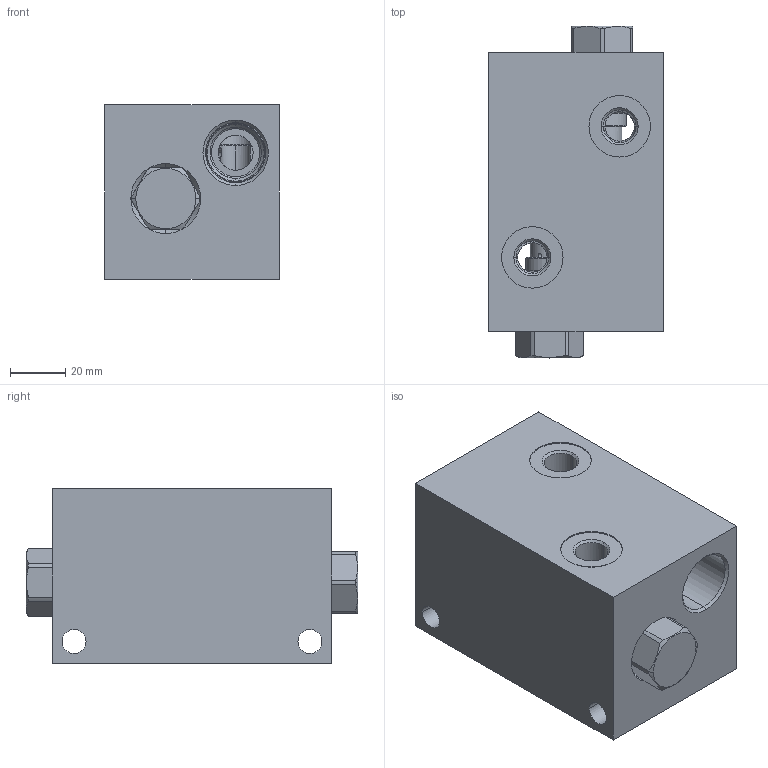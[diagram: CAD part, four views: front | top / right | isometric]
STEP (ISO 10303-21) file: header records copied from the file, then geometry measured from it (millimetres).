
FILE_DESCRIPTION((''),'2;1');
FILE_NAME('E8T_ASM','2024-01-10T',('ProEService'),(''),'PRO/ENGINEER BY PARAMETRIC TECHNOLOGY CORPORATION, 2014200','PRO/ENGINEER BY PARAMETRIC TECHNOLOGY CORPORATION, 2014200','');
FILE_SCHEMA(('CONFIG_CONTROL_DESIGN'));
Length unit declared in the file: inch
Products named in the file (3): 150-839-007; CXDAXCN; E8T_ASM
Assembly tree (3 placements, depth 2):
  E8T_ASM
    150-839-007
    CXDAXCN  x2
Bounding box: 63.5 x 120.65 x 63.5 mm (x, y, z)
Volume: 345682.1 mm3; surface area: 67254.5 mm2
Topology: 7 solids, 7 shells, 436 faces, 1367 edges, 1105 vertices
Faces by surface type: cylinder 190, cone 92, plane 72, torus 44, bspline 22, revolution 16
Entity records: 17680 total; most frequent: CARTESIAN_POINT 8682, DIRECTION 1886, ORIENTED_EDGE 1462, EDGE_CURVE 731, AXIS2_PLACEMENT_3D 647, VECTOR 584, LINE 584, VERTEX_POINT 444
